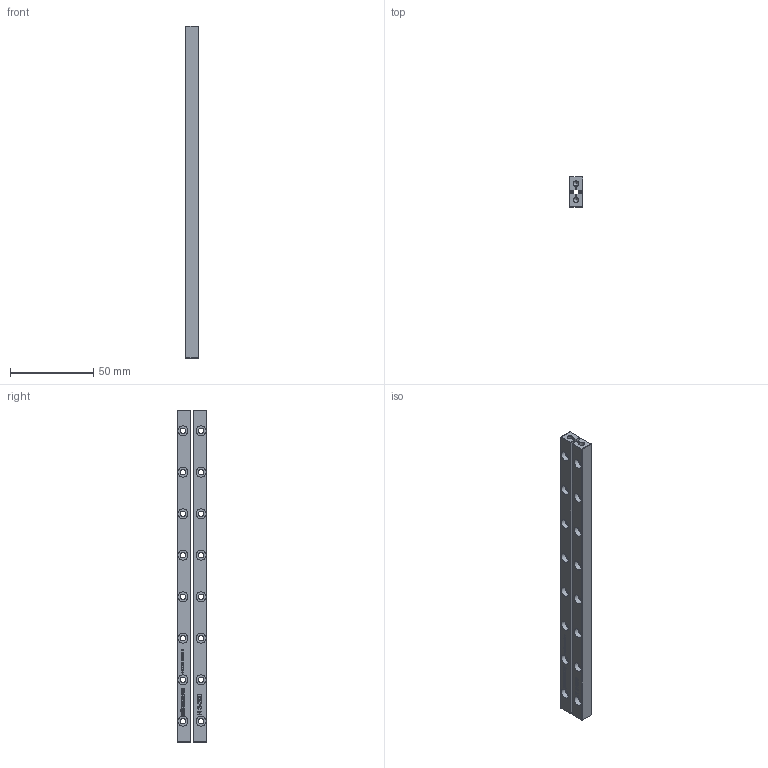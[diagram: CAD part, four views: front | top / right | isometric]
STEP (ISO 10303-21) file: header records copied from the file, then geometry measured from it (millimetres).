
FILE_DESCRIPTION(('FreeCAD Model'),'2;1');
FILE_NAME('R 3-200.step', '2020-08-06T14:22:35',('Author'),(''), 'Open CASCADE STEP processor 6.8','FreeCAD','Unknown');
FILE_SCHEMA(('AUTOMOTIVE_DESIGN_CC2 { 1 2 10303 214 -1 1 5 4 }'));
Length unit declared in the file: millimetre
Products named in the file (2): ASSEMBLY; Schienenpaar
Assembly tree (1 placements, depth 2):
  ASSEMBLY
    Schienenpaar
Bounding box: 8 x 18 x 200 mm (x, y, z)
Volume: 23103.8 mm3; surface area: 15959.7 mm2
Topology: 2 solids, 2 shells, 714 faces, 1900 edges, 1244 vertices
Faces by surface type: extrusion 432, plane 220, cylinder 38, cone 24
Full cylindrical faces by diameter (mm): 3 x4, 3.3 x16, 6 x16
Entity records: 47159 total; most frequent: CARTESIAN_POINT 11921, DIRECTION 5008, VECTOR 4192, ORIENTED_EDGE 3792, PCURVE 3792, DEFINITIONAL_REPRESENTATION 3792, LINE 3760, B_SPLINE_CURVE_WITH_KNOTS 2192
